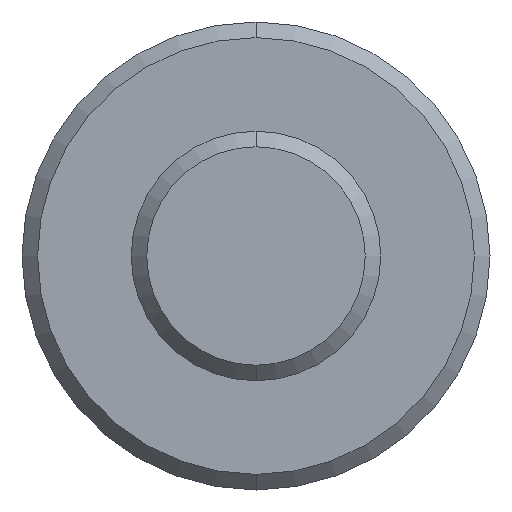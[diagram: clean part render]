
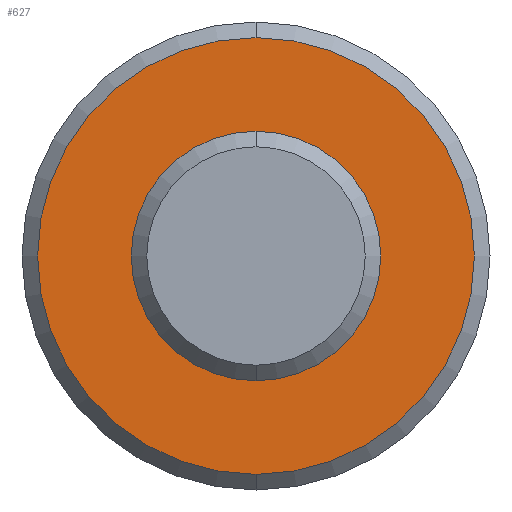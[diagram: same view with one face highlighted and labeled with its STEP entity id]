
A CAD part, front view. The second image highlights one B-rep face of the part: STEP entity #627.
In plain terms, the highlighted planar face has unit normal (0, -1, 0).
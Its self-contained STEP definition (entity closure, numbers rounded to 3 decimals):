
#22 = FACE_OUTER_BOUND ( 'NONE', #220, .T. ) ;
#24 = FACE_BOUND ( 'NONE', #193, .T. ) ;
#25 = PLANE ( 'NONE',  #735 ) ;
#26 = CARTESIAN_POINT ( 'NONE',  ( 1.5, 1.65, 0. ) ) ;
#28 = DIRECTION ( 'NONE',  ( 0., 1., 0. ) ) ;
#30 = DIRECTION ( 'NONE',  ( 0., 0., 1. ) ) ;
#40 = CARTESIAN_POINT ( 'NONE',  ( 0., 1.65, 0. ) ) ;
#52 = DIRECTION ( 'NONE',  ( 0., 0., 1. ) ) ;
#60 = DIRECTION ( 'NONE',  ( 0., 1., 0. ) ) ;
#193 = EDGE_LOOP ( 'NONE', ( #284, #292 ) ) ;
#219 = VERTEX_POINT ( 'NONE', #297 ) ;
#220 = EDGE_LOOP ( 'NONE', ( #324, #310 ) ) ;
#229 = VERTEX_POINT ( 'NONE', #364 ) ;
#231 = VERTEX_POINT ( 'NONE', #336 ) ;
#237 = VERTEX_POINT ( 'NONE', #341 ) ;
#284 = ORIENTED_EDGE ( 'NONE', *, *, #633, .T. ) ;
#292 = ORIENTED_EDGE ( 'NONE', *, *, #617, .T. ) ;
#297 = CARTESIAN_POINT ( 'NONE',  ( 0., 1.65, -1.4 ) ) ;
#310 = ORIENTED_EDGE ( 'NONE', *, *, #619, .T. ) ;
#324 = ORIENTED_EDGE ( 'NONE', *, *, #592, .T. ) ;
#336 = CARTESIAN_POINT ( 'NONE',  ( 0., 1.65, -0.55 ) ) ;
#341 = CARTESIAN_POINT ( 'NONE',  ( 0., 1.65, 0.55 ) ) ;
#364 = CARTESIAN_POINT ( 'NONE',  ( 0., 1.65, 1.4 ) ) ;
#422 = CARTESIAN_POINT ( 'NONE',  ( 0., 1.65, 0. ) ) ;
#443 = DIRECTION ( 'NONE',  ( 0., 0., 1. ) ) ;
#447 = DIRECTION ( 'NONE',  ( 0., -1., 0. ) ) ;
#493 = DIRECTION ( 'NONE',  ( 0., 0., 1. ) ) ;
#497 = DIRECTION ( 'NONE',  ( 0., 1., 0. ) ) ;
#506 = DIRECTION ( 'NONE',  ( 0., 0., 1. ) ) ;
#510 = DIRECTION ( 'NONE',  ( 0., -1., 0. ) ) ;
#525 = CARTESIAN_POINT ( 'NONE',  ( 0., 1.65, 0. ) ) ;
#533 = CARTESIAN_POINT ( 'NONE',  ( 0., 1.65, 0. ) ) ;
#592 = EDGE_CURVE ( 'NONE', #229, #219, #696, .T. ) ;
#617 = EDGE_CURVE ( 'NONE', #231, #237, #697, .T. ) ;
#619 = EDGE_CURVE ( 'NONE', #219, #229, #700, .T. ) ;
#627 = ADVANCED_FACE ( 'NONE', ( #22, #24 ), #25, .F. ) ;
#633 = EDGE_CURVE ( 'NONE', #237, #231, #657, .T. ) ;
#657 = CIRCLE ( 'NONE', #744, 0.55 ) ;
#661 = AXIS2_PLACEMENT_3D ( 'NONE', #422, #447, #443 ) ;
#696 = CIRCLE ( 'NONE', #661, 1.4 ) ;
#697 = CIRCLE ( 'NONE', #702, 0.55 ) ;
#698 = AXIS2_PLACEMENT_3D ( 'NONE', #533, #510, #506 ) ;
#700 = CIRCLE ( 'NONE', #698, 1.4 ) ;
#702 = AXIS2_PLACEMENT_3D ( 'NONE', #525, #497, #493 ) ;
#735 = AXIS2_PLACEMENT_3D ( 'NONE', #26, #28, #30 ) ;
#744 = AXIS2_PLACEMENT_3D ( 'NONE', #40, #60, #52 ) ;
